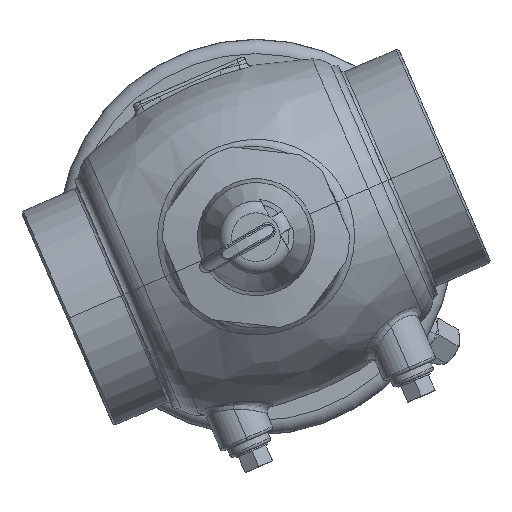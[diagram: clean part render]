
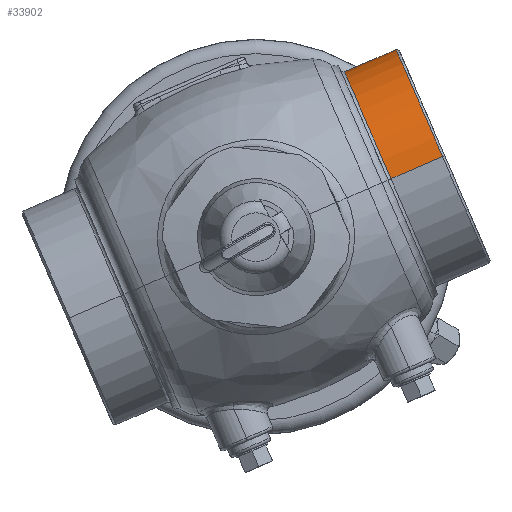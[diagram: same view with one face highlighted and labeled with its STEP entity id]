
A CAD part, left-side view. The second image highlights one B-rep face of the part: STEP entity #33902.
In plain terms, the highlighted cylindrical face has radius 36.853 mm (diameter 73.706 mm), a partial arc.
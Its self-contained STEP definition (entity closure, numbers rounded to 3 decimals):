
#3169=CARTESIAN_POINT('',(-120.7,-42.674,18.472));
#3170=DIRECTION('',(0.,-0.918,0.397));
#3171=DIRECTION('',(1.,0.,0.));
#3172=AXIS2_PLACEMENT_3D('',#3169,#3170,#3171);
#3184=DIRECTION('',(0.,0.918,-0.397));
#3185=VECTOR('',#3184,17.761);
#3186=CARTESIAN_POINT('',(-83.847,-58.973,25.527));
#3187=LINE('',#3186,#3185);
#3188=DIRECTION('',(0.,0.918,-0.397));
#3189=VECTOR('',#3188,17.761);
#3190=CARTESIAN_POINT('',(-157.553,-58.973,25.527));
#3191=LINE('',#3190,#3189);
#3192=CARTESIAN_POINT('',(-120.7,-58.973,25.527));
#3193=DIRECTION('',(0.,-0.918,0.397));
#3194=DIRECTION('',(1.,0.,0.));
#3195=AXIS2_PLACEMENT_3D('',#3192,#3193,#3194);
#27997=CARTESIAN_POINT('',(-83.847,-42.674,18.472));
#27999=VERTEX_POINT('',#27997);
#28001=CARTESIAN_POINT('',(-157.553,-42.674,18.472));
#28003=VERTEX_POINT('',#28001);
#28091=CARTESIAN_POINT('',(-83.847,-58.973,25.527));
#28092=CARTESIAN_POINT('',(-157.553,-58.973,25.527));
#28093=VERTEX_POINT('',#28091);
#28094=VERTEX_POINT('',#28092);
#33890=CARTESIAN_POINT('',(-120.7,65.616,-28.403));
#33891=DIRECTION('',(0.,-0.918,0.397));
#33892=DIRECTION('',(-1.,0.,0.));
#33893=AXIS2_PLACEMENT_3D('',#33890,#33891,#33892);
#33894=CYLINDRICAL_SURFACE('',#33893,36.853);
#33895=ORIENTED_EDGE('',*,*,#33880,.F.);
#33897=ORIENTED_EDGE('',*,*,#33896,.T.);
#33898=ORIENTED_EDGE('',*,*,#33883,.T.);
#33899=ORIENTED_EDGE('',*,*,#33854,.F.);
#33900=EDGE_LOOP('',(#33895,#33897,#33898,#33899));
#33901=FACE_OUTER_BOUND('',#33900,.F.);
#33902=ADVANCED_FACE('',(#33901),#33894,.T.);
#3173=CIRCLE('',#3172,36.853);
#3196=CIRCLE('',#3195,36.853);
#33854=EDGE_CURVE('',#27999,#28003,#3173,.T.);
#33880=EDGE_CURVE('',#28093,#27999,#3187,.T.);
#33883=EDGE_CURVE('',#28094,#28003,#3191,.T.);
#33896=EDGE_CURVE('',#28093,#28094,#3196,.T.);
